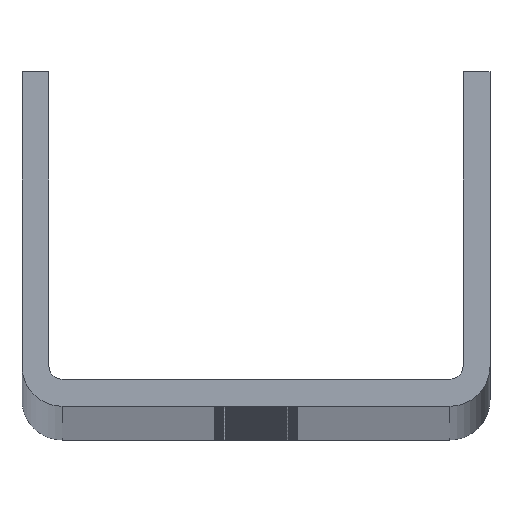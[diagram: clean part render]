
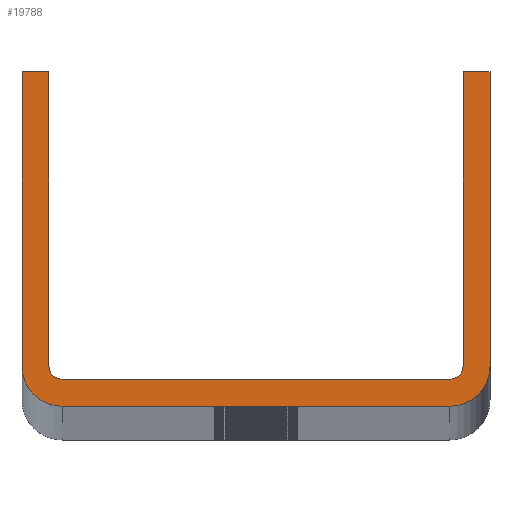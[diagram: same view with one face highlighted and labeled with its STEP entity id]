
A CAD part, top view. The second image highlights one B-rep face of the part: STEP entity #19788.
In plain terms, the highlighted planar face has unit normal (0, 0, 1).
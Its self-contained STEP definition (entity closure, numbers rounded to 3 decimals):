
#166 = EDGE_CURVE ( 'NONE', #13669, #28804, #4511, .T. ) ;
#171 = DIRECTION ( 'NONE',  ( 1., 0., 0. ) ) ;
#401 = ORIENTED_EDGE ( 'NONE', *, *, #22912, .T. ) ;
#739 = CARTESIAN_POINT ( 'NONE',  ( -35., 50., 2900. ) ) ;
#903 = VERTEX_POINT ( 'NONE', #16130 ) ;
#1632 = DIRECTION ( 'NONE',  ( 0., 0., 1. ) ) ;
#1950 = VECTOR ( 'NONE', #171, 1000. ) ;
#2113 = VERTEX_POINT ( 'NONE', #13054 ) ;
#2309 = VECTOR ( 'NONE', #15960, 1000. ) ;
#2384 = VERTEX_POINT ( 'NONE', #5639 ) ;
#2481 = CARTESIAN_POINT ( 'NONE',  ( -35., 50., 2900. ) ) ;
#2517 = LINE ( 'NONE', #19236, #17359 ) ;
#2525 = ORIENTED_EDGE ( 'NONE', *, *, #14183, .F. ) ;
#2883 = FACE_OUTER_BOUND ( 'NONE', #19550, .T. ) ;
#3137 = DIRECTION ( 'NONE',  ( 0., 0., 1. ) ) ;
#3222 = ORIENTED_EDGE ( 'NONE', *, *, #25731, .F. ) ;
#3245 = EDGE_CURVE ( 'NONE', #2113, #14697, #20554, .T. ) ;
#3486 = CARTESIAN_POINT ( 'NONE',  ( 35., 50., 2900. ) ) ;
#3515 = CARTESIAN_POINT ( 'NONE',  ( 29., 6., 2900. ) ) ;
#4271 = CARTESIAN_POINT ( 'NONE',  ( 35., 6., 2900. ) ) ;
#4511 = LINE ( 'NONE', #2481, #27619 ) ;
#4717 = EDGE_CURVE ( 'NONE', #27097, #27237, #21628, .T. ) ;
#4733 = DIRECTION ( 'NONE',  ( 0., 1., 0. ) ) ;
#5472 = CARTESIAN_POINT ( 'NONE',  ( -29., 6., 2900. ) ) ;
#5589 = VECTOR ( 'NONE', #27721, 1000. ) ;
#5639 = CARTESIAN_POINT ( 'NONE',  ( -35., 6., 2900. ) ) ;
#5855 = VERTEX_POINT ( 'NONE', #13315 ) ;
#5879 = CARTESIAN_POINT ( 'NONE',  ( -31., 50., 2900. ) ) ;
#5956 = LINE ( 'NONE', #13003, #2309 ) ;
#6631 = LINE ( 'NONE', #8668, #5589 ) ;
#6878 = CARTESIAN_POINT ( 'NONE',  ( 31., 50., 2900. ) ) ;
#8095 = ORIENTED_EDGE ( 'NONE', *, *, #27133, .F. ) ;
#8668 = CARTESIAN_POINT ( 'NONE',  ( -35., 50., 2900. ) ) ;
#9370 = DIRECTION ( 'NONE',  ( 0., 1., 0. ) ) ;
#9515 = DIRECTION ( 'NONE',  ( 1., 0., 0. ) ) ;
#9609 = ORIENTED_EDGE ( 'NONE', *, *, #14853, .F. ) ;
#10074 = CARTESIAN_POINT ( 'NONE',  ( -29., 6., 2900. ) ) ;
#10364 = EDGE_CURVE ( 'NONE', #5855, #903, #21385, .T. ) ;
#11731 = LINE ( 'NONE', #6878, #1950 ) ;
#11779 = VERTEX_POINT ( 'NONE', #19731 ) ;
#11920 = VECTOR ( 'NONE', #4733, 1000. ) ;
#12138 = AXIS2_PLACEMENT_3D ( 'NONE', #28736, #12334, #21585 ) ;
#12334 = DIRECTION ( 'NONE',  ( 0., 0., 1. ) ) ;
#12497 = AXIS2_PLACEMENT_3D ( 'NONE', #3515, #1632, #13195 ) ;
#13003 = CARTESIAN_POINT ( 'NONE',  ( -31., 50., 2900. ) ) ;
#13054 = CARTESIAN_POINT ( 'NONE',  ( -31., 6., 2900. ) ) ;
#13195 = DIRECTION ( 'NONE',  ( 1., 0., 0. ) ) ;
#13315 = CARTESIAN_POINT ( 'NONE',  ( -29., 0., 2900. ) ) ;
#13320 = EDGE_CURVE ( 'NONE', #15757, #16020, #16458, .T. ) ;
#13669 = VERTEX_POINT ( 'NONE', #739 ) ;
#13956 = VECTOR ( 'NONE', #22566, 1000. ) ;
#14183 = EDGE_CURVE ( 'NONE', #14697, #27097, #15693, .T. ) ;
#14697 = VERTEX_POINT ( 'NONE', #18773 ) ;
#14785 = ORIENTED_EDGE ( 'NONE', *, *, #17061, .T. ) ;
#14853 = EDGE_CURVE ( 'NONE', #11779, #16020, #11731, .T. ) ;
#15693 = LINE ( 'NONE', #24607, #13956 ) ;
#15757 = VERTEX_POINT ( 'NONE', #4271 ) ;
#15960 = DIRECTION ( 'NONE',  ( 0., -1., 0. ) ) ;
#16020 = VERTEX_POINT ( 'NONE', #3486 ) ;
#16130 = CARTESIAN_POINT ( 'NONE',  ( 29., 0., 2900. ) ) ;
#16458 = LINE ( 'NONE', #16615, #11920 ) ;
#16615 = CARTESIAN_POINT ( 'NONE',  ( 35., 6., 2900. ) ) ;
#16985 = CIRCLE ( 'NONE', #27471, 6. ) ;
#17036 = CARTESIAN_POINT ( 'NONE',  ( 31., 6., 2900. ) ) ;
#17061 = EDGE_CURVE ( 'NONE', #13669, #2384, #6631, .T. ) ;
#17359 = VECTOR ( 'NONE', #9370, 1000. ) ;
#17423 = DIRECTION ( 'NONE',  ( 0., 0., 1. ) ) ;
#17620 = DIRECTION ( 'NONE',  ( 0., 0., 1. ) ) ;
#18214 = CIRCLE ( 'NONE', #21182, 6. ) ;
#18448 = EDGE_CURVE ( 'NONE', #2384, #5855, #16985, .T. ) ;
#18773 = CARTESIAN_POINT ( 'NONE',  ( -29., 4., 2900. ) ) ;
#19177 = ORIENTED_EDGE ( 'NONE', *, *, #166, .F. ) ;
#19236 = CARTESIAN_POINT ( 'NONE',  ( 31., 6., 2900. ) ) ;
#19467 = DIRECTION ( 'NONE',  ( 1., 0., 0. ) ) ;
#19550 = EDGE_LOOP ( 'NONE', ( #29292, #9609, #8095, #29245, #2525, #28576, #3222, #19177, #14785, #26923, #22614, #401 ) ) ;
#19552 = AXIS2_PLACEMENT_3D ( 'NONE', #5472, #3137, #26566 ) ;
#19731 = CARTESIAN_POINT ( 'NONE',  ( 31., 50., 2900. ) ) ;
#19788 = ADVANCED_FACE ( 'NONE', ( #2883 ), #30055, .T. ) ;
#19959 = CARTESIAN_POINT ( 'NONE',  ( 29., 6., 2900. ) ) ;
#20554 = CIRCLE ( 'NONE', #19552, 2. ) ;
#21041 = VECTOR ( 'NONE', #9515, 1000. ) ;
#21182 = AXIS2_PLACEMENT_3D ( 'NONE', #19959, #17620, #27139 ) ;
#21385 = LINE ( 'NONE', #30908, #21041 ) ;
#21585 = DIRECTION ( 'NONE',  ( 1., 0., 0. ) ) ;
#21628 = CIRCLE ( 'NONE', #12138, 2. ) ;
#22566 = DIRECTION ( 'NONE',  ( 1., 0., 0. ) ) ;
#22614 = ORIENTED_EDGE ( 'NONE', *, *, #10364, .T. ) ;
#22912 = EDGE_CURVE ( 'NONE', #903, #15757, #18214, .T. ) ;
#23281 = CARTESIAN_POINT ( 'NONE',  ( 29., 4., 2900. ) ) ;
#24607 = CARTESIAN_POINT ( 'NONE',  ( -29., 4., 2900. ) ) ;
#25731 = EDGE_CURVE ( 'NONE', #28804, #2113, #5956, .T. ) ;
#26566 = DIRECTION ( 'NONE',  ( 1., 0., 0. ) ) ;
#26923 = ORIENTED_EDGE ( 'NONE', *, *, #18448, .T. ) ;
#27097 = VERTEX_POINT ( 'NONE', #23281 ) ;
#27133 = EDGE_CURVE ( 'NONE', #27237, #11779, #2517, .T. ) ;
#27139 = DIRECTION ( 'NONE',  ( 1., 0., 0. ) ) ;
#27237 = VERTEX_POINT ( 'NONE', #17036 ) ;
#27471 = AXIS2_PLACEMENT_3D ( 'NONE', #10074, #17423, #19467 ) ;
#27619 = VECTOR ( 'NONE', #28702, 1000. ) ;
#27721 = DIRECTION ( 'NONE',  ( 0., -1., 0. ) ) ;
#28576 = ORIENTED_EDGE ( 'NONE', *, *, #3245, .F. ) ;
#28702 = DIRECTION ( 'NONE',  ( 1., 0., 0. ) ) ;
#28736 = CARTESIAN_POINT ( 'NONE',  ( 29., 6., 2900. ) ) ;
#28804 = VERTEX_POINT ( 'NONE', #5879 ) ;
#29245 = ORIENTED_EDGE ( 'NONE', *, *, #4717, .F. ) ;
#29292 = ORIENTED_EDGE ( 'NONE', *, *, #13320, .T. ) ;
#30055 = PLANE ( 'NONE',  #12497 ) ;
#30908 = CARTESIAN_POINT ( 'NONE',  ( -29., 0., 2900. ) ) ;
